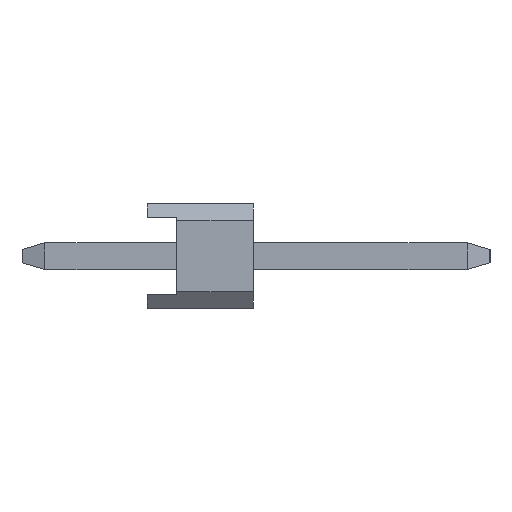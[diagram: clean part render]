
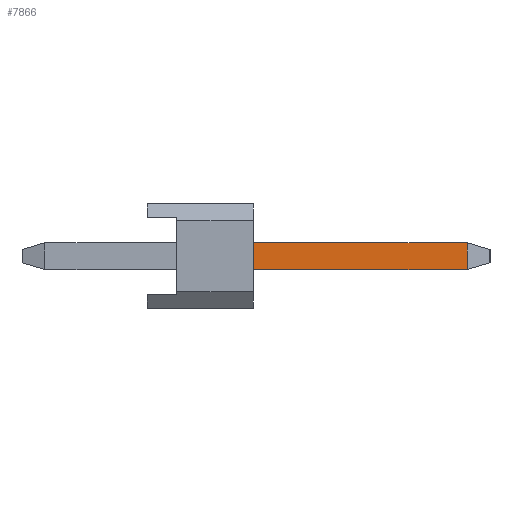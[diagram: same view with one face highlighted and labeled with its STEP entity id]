
A CAD part, left-side view. The second image highlights one B-rep face of the part: STEP entity #7866.
In plain terms, the highlighted planar face has unit normal (-1, 0, 0).
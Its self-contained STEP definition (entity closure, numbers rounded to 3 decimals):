
#3910=VERTEX_POINT('',#10129);
#4612=EDGE_CURVE('',#5590,#7646,#10907,.T.);
#5470=EDGE_CURVE('',#7646,#8658,#11907,.T.);
#5590=VERTEX_POINT('',#12038);
#6852=EDGE_CURVE('',#3910,#5590,#13422,.T.);
#7512=EDGE_CURVE('',#8658,#3910,#14153,.T.);
#7646=VERTEX_POINT('',#14300);
#7866=ADVANCED_FACE('',(#14541),#14542,.T.);
#8658=VERTEX_POINT('',#15405);
#10129=CARTESIAN_POINT('',(-24.45,-2.54,-0.32));
#10907=LINE('',#18487,#18488);
#11907=LINE('',#19891,#19892);
#12038=CARTESIAN_POINT('',(-24.45,-2.54,0.32));
#13422=LINE('',#22046,#22047);
#14153=LINE('',#23105,#23106);
#14300=CARTESIAN_POINT('',(-24.45,-7.654,0.32));
#14541=FACE_OUTER_BOUND('',#23666,.T.);
#14542=PLANE('',#23667);
#15405=CARTESIAN_POINT('',(-24.45,-7.654,-0.32));
#18487=CARTESIAN_POINT('',(-24.45,-2.6,0.32));
#18488=VECTOR('',#27384,1.0);
#19891=CARTESIAN_POINT('',(-24.45,-7.654,0.5));
#19892=VECTOR('',#28900,1.0);
#22046=CARTESIAN_POINT('',(-24.45,-2.54,0.252));
#22047=VECTOR('',#30312,1.0);
#23105=CARTESIAN_POINT('',(-24.45,2.454,-0.32));
#23106=VECTOR('',#31062,1.0);
#23666=EDGE_LOOP('',(#31430,#31431,#31432,#31433));
#23667=AXIS2_PLACEMENT_3D('',#31434,#31435,#31436);
#27384=DIRECTION('',(0.,-1.0,0.));
#28900=DIRECTION('',(0.0,0.,-1.0));
#30312=DIRECTION('',(0.,0.,1.0));
#31062=DIRECTION('',(0.,1.0,0.));
#31430=ORIENTED_EDGE('',*,*,#6852,.F.);
#31431=ORIENTED_EDGE('',*,*,#7512,.F.);
#31432=ORIENTED_EDGE('',*,*,#5470,.F.);
#31433=ORIENTED_EDGE('',*,*,#4612,.F.);
#31434=CARTESIAN_POINT('',(-24.45,2.454,0.5));
#31435=DIRECTION('',(-1.0,0.,0.));
#31436=DIRECTION('',(0.,1.0,0.));
